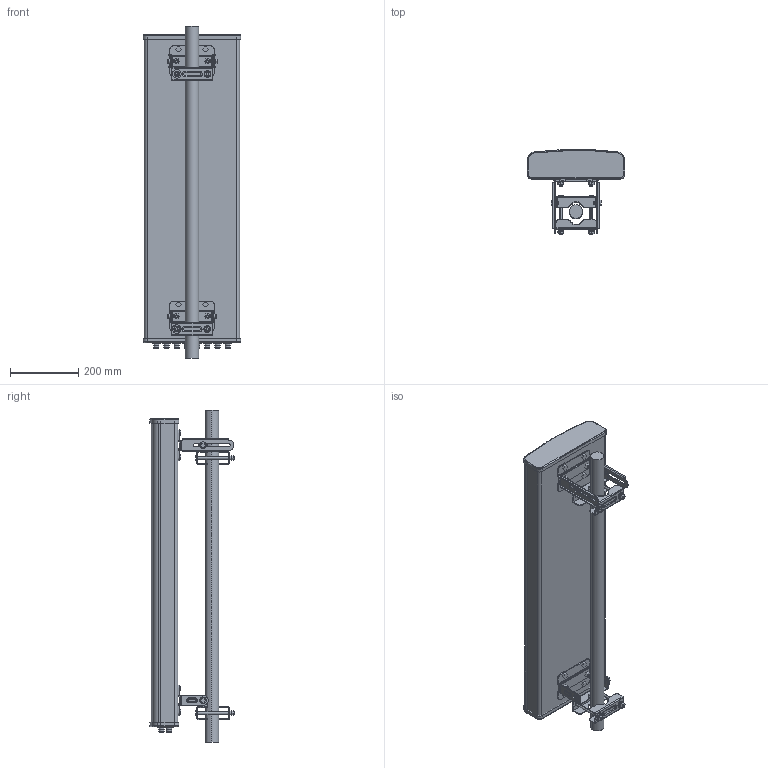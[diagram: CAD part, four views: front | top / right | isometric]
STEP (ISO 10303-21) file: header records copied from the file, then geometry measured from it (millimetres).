
FILE_DESCRIPTION (( 'STEP AP214' ), '1' );
FILE_NAME ('HG2364-14DP-065-8NF_3D.step', '2026-01-15T19:04:41', ( '' ), ( '' ), 'SwSTEP 2.0', 'SolidWorks 2025', '' );
FILE_SCHEMA (( 'AUTOMOTIVE_DESIGN' ));
Length unit declared in the file: inch
Products named in the file (3): HG2364-14DP-065-8NF; BBT-3338PA19D035_CONNECTORS; HG2364-14DP-065-8NF_3D
Assembly tree (2 placements, depth 2):
  HG2364-14DP-065-8NF_3D
    HG2364-14DP-065-8NF
    BBT-3338PA19D035_CONNECTORS
Bounding box: 286 x 248.74 x 976 mm (x, y, z)
Volume: 21343403.1 mm3; surface area: 1144595.3 mm2
Topology: 52 solids, 52 shells, 1455 faces, 3613 edges, 2354 vertices
Faces by surface type: plane 809, cylinder 483, cone 109, bspline 54
Entity records: 44661 total; most frequent: CARTESIAN_POINT 8399, DIRECTION 7487, ORIENTED_EDGE 7226, EDGE_CURVE 3613, AXIS2_PLACEMENT_3D 2522, VECTOR 2443, LINE 2443, VERTEX_POINT 2354
